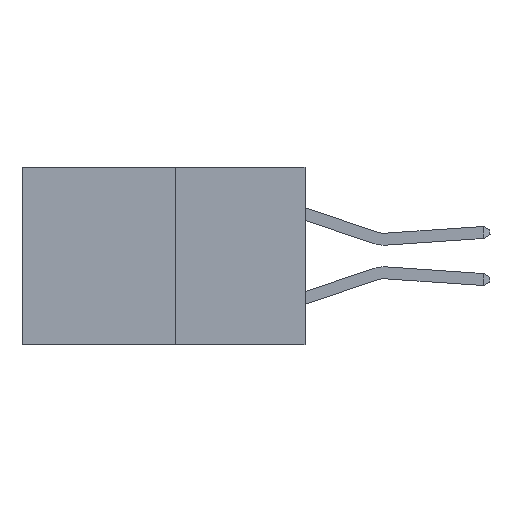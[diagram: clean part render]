
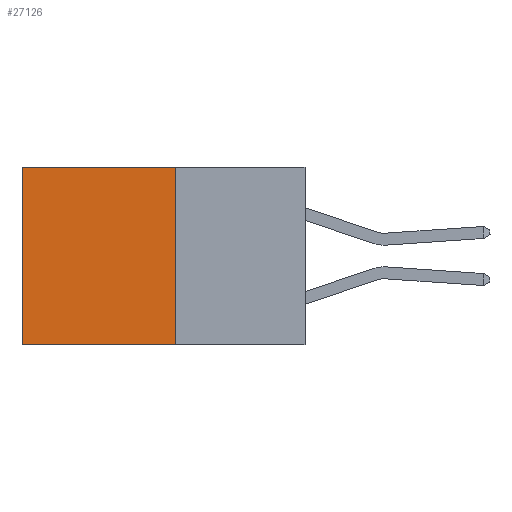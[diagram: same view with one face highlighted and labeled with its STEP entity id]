
A CAD part, left-side view. The second image highlights one B-rep face of the part: STEP entity #27126.
In plain terms, the highlighted planar face has unit normal (-1, 0, 0).
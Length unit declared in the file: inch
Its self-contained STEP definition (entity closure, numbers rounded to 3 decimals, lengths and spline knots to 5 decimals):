
#1627 = CARTESIAN_POINT ( 'NONE',  ( 0.277, 0.27, 0. ) ) ;
#3376 = VERTEX_POINT ( 'NONE', #34753 ) ;
#3991 = EDGE_CURVE ( 'NONE', #26830, #3376, #29372, .T. ) ;
#4283 = VERTEX_POINT ( 'NONE', #25483 ) ;
#4804 = CARTESIAN_POINT ( 'NONE',  ( 0.277, 0.27, -0.37 ) ) ;
#7584 = DIRECTION ( 'NONE',  ( 0., 1., 0. ) ) ;
#7954 = VECTOR ( 'NONE', #32972, 39.37008 ) ;
#8223 = PLANE ( 'NONE',  #17596 ) ;
#11854 = LINE ( 'NONE', #18531, #19858 ) ;
#13626 = CARTESIAN_POINT ( 'NONE',  ( 0.277, 0.27, -0.37 ) ) ;
#13823 = EDGE_CURVE ( 'NONE', #19527, #4283, #34058, .T. ) ;
#13873 = EDGE_CURVE ( 'NONE', #3376, #4283, #19051, .T. ) ;
#15971 = ORIENTED_EDGE ( 'NONE', *, *, #30071, .T. ) ;
#16352 = DIRECTION ( 'NONE',  ( 0., 0., -1. ) ) ;
#17596 = AXIS2_PLACEMENT_3D ( 'NONE', #13626, #32317, #16352 ) ;
#18162 = CARTESIAN_POINT ( 'NONE',  ( 0.277, 0.59, -0.37 ) ) ;
#18531 = CARTESIAN_POINT ( 'NONE',  ( 0.277, 0.27, 0. ) ) ;
#19051 = LINE ( 'NONE', #4804, #25394 ) ;
#19116 = ORIENTED_EDGE ( 'NONE', *, *, #3991, .F. ) ;
#19527 = VERTEX_POINT ( 'NONE', #33214 ) ;
#19858 = VECTOR ( 'NONE', #34475, 39.37008 ) ;
#21962 = FACE_OUTER_BOUND ( 'NONE', #26299, .T. ) ;
#25394 = VECTOR ( 'NONE', #7584, 39.37008 ) ;
#25483 = CARTESIAN_POINT ( 'NONE',  ( 0.277, 0.59, -0.37 ) ) ;
#26299 = EDGE_LOOP ( 'NONE', ( #26683, #26427, #19116, #15971 ) ) ;
#26427 = ORIENTED_EDGE ( 'NONE', *, *, #13873, .F. ) ;
#26683 = ORIENTED_EDGE ( 'NONE', *, *, #13823, .T. ) ;
#26830 = VERTEX_POINT ( 'NONE', #1627 ) ;
#27126 = ADVANCED_FACE ( 'NONE', ( #21962 ), #8223, .F. ) ;
#29372 = LINE ( 'NONE', #33079, #7954 ) ;
#30071 = EDGE_CURVE ( 'NONE', #26830, #19527, #11854, .T. ) ;
#31481 = DIRECTION ( 'NONE',  ( 0., 0., -1. ) ) ;
#32317 = DIRECTION ( 'NONE',  ( 1., 0., 0. ) ) ;
#32972 = DIRECTION ( 'NONE',  ( 0., 0., -1. ) ) ;
#33079 = CARTESIAN_POINT ( 'NONE',  ( 0.277, 0.27, -0.37 ) ) ;
#33214 = CARTESIAN_POINT ( 'NONE',  ( 0.277, 0.59, 0. ) ) ;
#33223 = VECTOR ( 'NONE', #31481, 39.37008 ) ;
#34058 = LINE ( 'NONE', #18162, #33223 ) ;
#34475 = DIRECTION ( 'NONE',  ( 0., 1., 0. ) ) ;
#34753 = CARTESIAN_POINT ( 'NONE',  ( 0.277, 0.27, -0.37 ) ) ;
